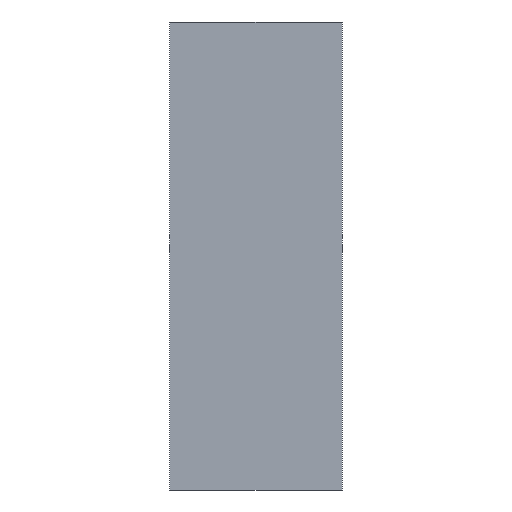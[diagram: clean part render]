
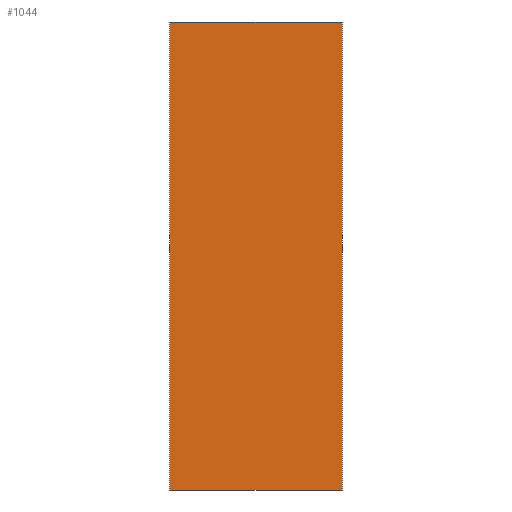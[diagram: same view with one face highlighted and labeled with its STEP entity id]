
A CAD part, front view. The second image highlights one B-rep face of the part: STEP entity #1044.
In plain terms, the highlighted planar face has unit normal (0, -1, 0).
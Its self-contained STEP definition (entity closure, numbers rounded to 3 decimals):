
#1 = CARTESIAN_POINT ( 'NONE',  ( 335., 0., -910. ) ) ;
#106 = VERTEX_POINT ( 'NONE', #1714 ) ;
#115 = EDGE_CURVE ( 'NONE', #3756, #106, #3023, .T. ) ;
#330 = ORIENTED_EDGE ( 'NONE', *, *, #115, .F. ) ;
#422 = DIRECTION ( 'NONE',  ( 1., 0., 0. ) ) ;
#919 = DIRECTION ( 'NONE',  ( 1., 0., 0. ) ) ;
#1044 = ADVANCED_FACE ( 'NONE', ( #3923 ), #2168, .T. ) ;
#1205 = CARTESIAN_POINT ( 'NONE',  ( 0., 0., -910. ) ) ;
#1351 = EDGE_CURVE ( 'NONE', #4386, #2072, #3079, .T. ) ;
#1391 = CARTESIAN_POINT ( 'NONE',  ( 335., 0., -910. ) ) ;
#1557 = ORIENTED_EDGE ( 'NONE', *, *, #1351, .T. ) ;
#1629 = AXIS2_PLACEMENT_3D ( 'NONE', #1, #3841, #422 ) ;
#1652 = DIRECTION ( 'NONE',  ( 1., 0., 0. ) ) ;
#1714 = CARTESIAN_POINT ( 'NONE',  ( 335., 0., 0. ) ) ;
#1930 = VECTOR ( 'NONE', #3556, 1000. ) ;
#1940 = CARTESIAN_POINT ( 'NONE',  ( 335., 0., 0. ) ) ;
#2072 = VERTEX_POINT ( 'NONE', #2290 ) ;
#2083 = VECTOR ( 'NONE', #919, 1000. ) ;
#2156 = LINE ( 'NONE', #1391, #1930 ) ;
#2168 = PLANE ( 'NONE',  #1629 ) ;
#2290 = CARTESIAN_POINT ( 'NONE',  ( 335., 0., -910. ) ) ;
#2559 = VECTOR ( 'NONE', #2605, 1000. ) ;
#2605 = DIRECTION ( 'NONE',  ( 0., 0., 1. ) ) ;
#2717 = EDGE_CURVE ( 'NONE', #2072, #106, #2156, .T. ) ;
#3015 = VECTOR ( 'NONE', #1652, 1000. ) ;
#3023 = LINE ( 'NONE', #1940, #2083 ) ;
#3079 = LINE ( 'NONE', #3439, #3015 ) ;
#3099 = CARTESIAN_POINT ( 'NONE',  ( 0., 0., 0. ) ) ;
#3372 = EDGE_LOOP ( 'NONE', ( #330, #4369, #1557, #3475 ) ) ;
#3439 = CARTESIAN_POINT ( 'NONE',  ( 335., 0., -910. ) ) ;
#3475 = ORIENTED_EDGE ( 'NONE', *, *, #2717, .T. ) ;
#3556 = DIRECTION ( 'NONE',  ( 0., 0., 1. ) ) ;
#3636 = LINE ( 'NONE', #1205, #2559 ) ;
#3756 = VERTEX_POINT ( 'NONE', #3099 ) ;
#3841 = DIRECTION ( 'NONE',  ( 0., -1., 0. ) ) ;
#3923 = FACE_OUTER_BOUND ( 'NONE', #3372, .T. ) ;
#4062 = EDGE_CURVE ( 'NONE', #4386, #3756, #3636, .T. ) ;
#4085 = CARTESIAN_POINT ( 'NONE',  ( 0., 0., -910. ) ) ;
#4369 = ORIENTED_EDGE ( 'NONE', *, *, #4062, .F. ) ;
#4386 = VERTEX_POINT ( 'NONE', #4085 ) ;
